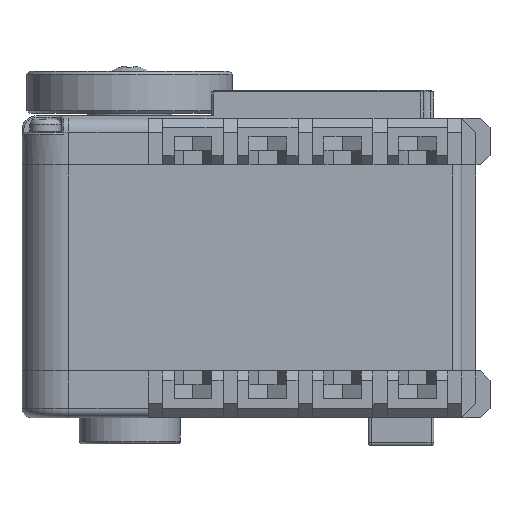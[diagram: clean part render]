
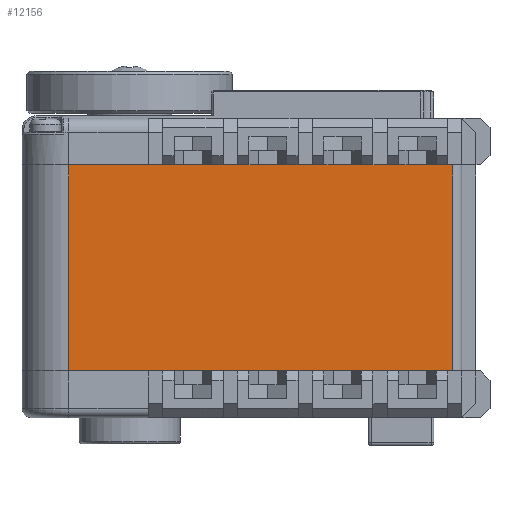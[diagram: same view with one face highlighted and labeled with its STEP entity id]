
A CAD part, front view. The second image highlights one B-rep face of the part: STEP entity #12156.
In plain terms, the highlighted planar face has unit normal (0, -1, 0).
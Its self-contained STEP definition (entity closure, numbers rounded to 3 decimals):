
#314=PLANE('',#12929);
#822=FACE_OUTER_BOUND('',#1512,.T.);
#1512=EDGE_LOOP('',(#8483,#8484,#8485,#8486));
#2287=LINE('',#17374,#3734);
#2298=LINE('',#17403,#3745);
#2302=LINE('',#17413,#3749);
#2303=LINE('',#17414,#3750);
#3734=VECTOR('',#13941,1000.);
#3745=VECTOR('',#13960,1000.);
#3749=VECTOR('',#13972,1000.);
#3750=VECTOR('',#13973,1000.);
#5484=VERTEX_POINT('',#17371);
#5485=VERTEX_POINT('',#17373);
#5498=VERTEX_POINT('',#17400);
#5499=VERTEX_POINT('',#17402);
#6642=EDGE_CURVE('',#5484,#5485,#2287,.T.);
#6656=EDGE_CURVE('',#5499,#5498,#2298,.T.);
#6662=EDGE_CURVE('',#5498,#5485,#2302,.T.);
#6663=EDGE_CURVE('',#5484,#5499,#2303,.T.);
#8483=ORIENTED_EDGE('',*,*,#6656,.T.);
#8484=ORIENTED_EDGE('',*,*,#6662,.T.);
#8485=ORIENTED_EDGE('',*,*,#6642,.F.);
#8486=ORIENTED_EDGE('',*,*,#6663,.T.);
#12156=ADVANCED_FACE('',(#822),#314,.F.);
#12929=AXIS2_PLACEMENT_3D('',#17412,#13970,#13971);
#13941=DIRECTION('',(1.,0.,0.));
#13960=DIRECTION('',(1.,0.,0.));
#13970=DIRECTION('center_axis',(0.,1.,0.));
#13971=DIRECTION('ref_axis',(-1.,0.,0.));
#13972=DIRECTION('',(0.,0.,1.));
#13973=DIRECTION('',(0.,0.,-1.));
#17371=CARTESIAN_POINT('',(-6.5,-13.,11.));
#17373=CARTESIAN_POINT('',(34.5,-13.,11.));
#17374=CARTESIAN_POINT('',(35.5,-13.,11.));
#17400=CARTESIAN_POINT('',(34.5,-13.,-11.));
#17402=CARTESIAN_POINT('',(-6.5,-13.,-11.));
#17403=CARTESIAN_POINT('',(35.5,-13.,-11.));
#17412=CARTESIAN_POINT('Origin',(35.5,-13.,11.));
#17413=CARTESIAN_POINT('',(34.5,-13.,11.));
#17414=CARTESIAN_POINT('',(-6.5,-13.,11.));
